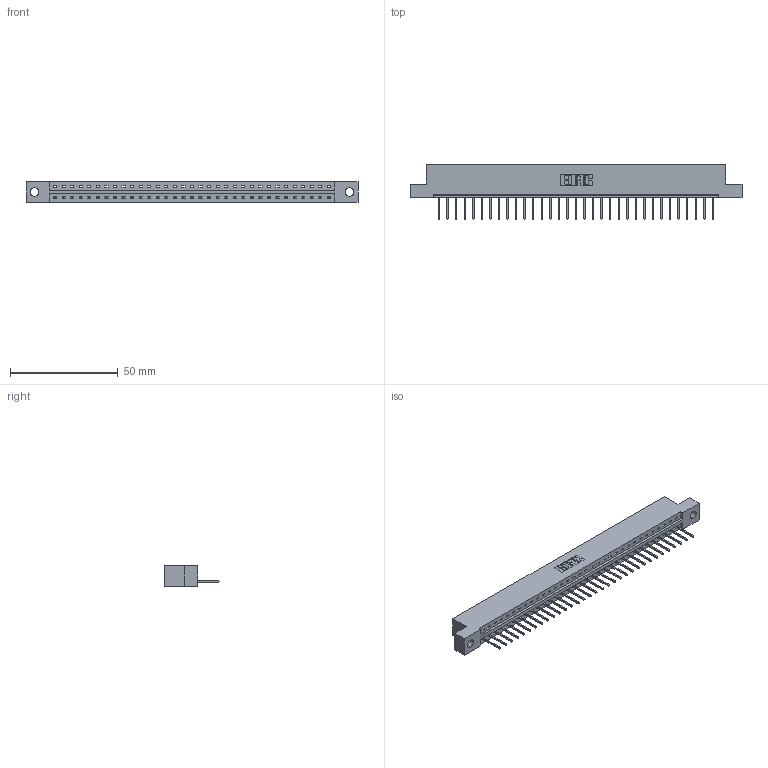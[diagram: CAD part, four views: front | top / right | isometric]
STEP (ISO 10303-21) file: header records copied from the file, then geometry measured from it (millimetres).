
FILE_DESCRIPTION (( 'STEP AP203' ), '1' );
FILE_NAME ('337-033-523-104.STEP', '2019-10-01T04:28:04', ( '' ), ( '' ), 'SwSTEP 2.0', 'SolidWorks 2016', '' );
FILE_SCHEMA (( 'CONFIG_CONTROL_DESIGN' ));
Length unit declared in the file: inch
Products named in the file (3): 337-033-523-104; 337 Part_Flush Mounting Lugs - 0.156 Dia-TH; 345-292-001_345-293-123
Assembly tree (34 placements, depth 2):
  337-033-523-104
    337 Part_Flush Mounting Lugs - 0.156 Dia-TH
    345-292-001_345-293-123  x33
Bounding box: 153.77 x 25.15 x 9.4 mm (x, y, z)
Volume: 15768.7 mm3; surface area: 16069.1 mm2
Topology: 34 solids, 34 shells, 2160 faces, 6515 edges, 4298 vertices
Faces by surface type: plane 1588, cylinder 572
Entity records: 25715 total; most frequent: CARTESIAN_POINT 4485, ORIENTED_EDGE 4454, DIRECTION 3793, EDGE_CURVE 2227, LINE 2099, VECTOR 2099, VERTEX_POINT 1482, AXIS2_PLACEMENT_3D 847
